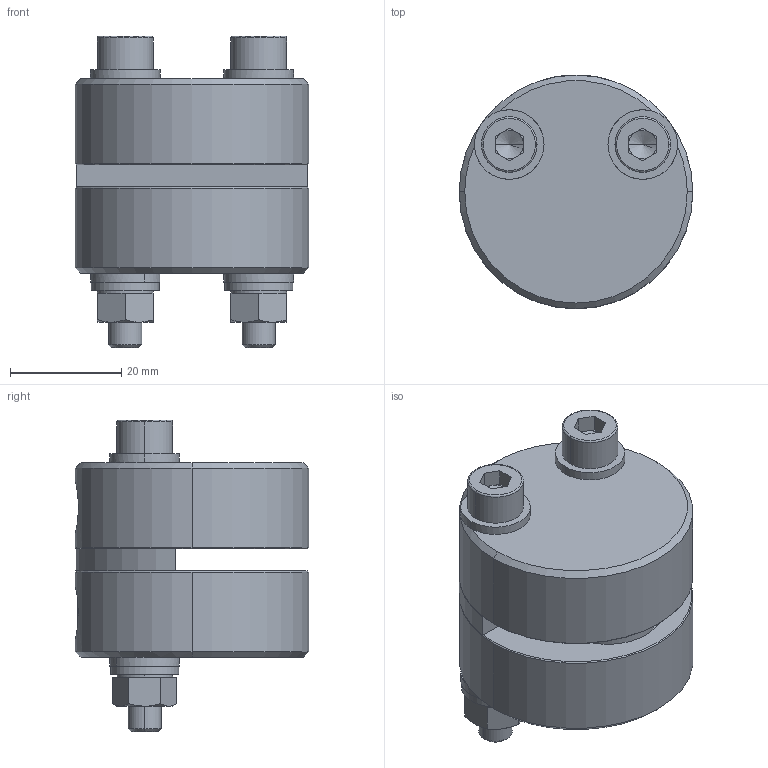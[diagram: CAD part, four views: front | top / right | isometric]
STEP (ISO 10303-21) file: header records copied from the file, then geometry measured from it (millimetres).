
FILE_DESCRIPTION (( 'STEP AP203' ), '1' );
FILE_NAME ('DBO-5(Web—p).STEP', '2025-07-24T05:27:01', ( '' ), ( '' ), 'SwSTEP 2.0', 'SolidWorks 2024', '' );
FILE_SCHEMA (( 'CONFIG_CONTROL_DESIGN' ));
Length unit declared in the file: millimetre
Products named in the file (1): DBO-5(Web用)
Bounding box: 42 x 42 x 56 mm (x, y, z)
Volume: 46735.1 mm3; surface area: 11615.3 mm2
Topology: 1 solids, 1 shells, 273 faces, 634 edges, 375 vertices
Faces by surface type: plane 136, cone 74, cylinder 56, torus 4, bspline 3
Entity records: 9093 total; most frequent: CARTESIAN_POINT 2856, DIRECTION 1337, ORIENTED_EDGE 1252, EDGE_CURVE 626, AXIS2_PLACEMENT_3D 519, VERTEX_POINT 375, VECTOR 299, LINE 299
